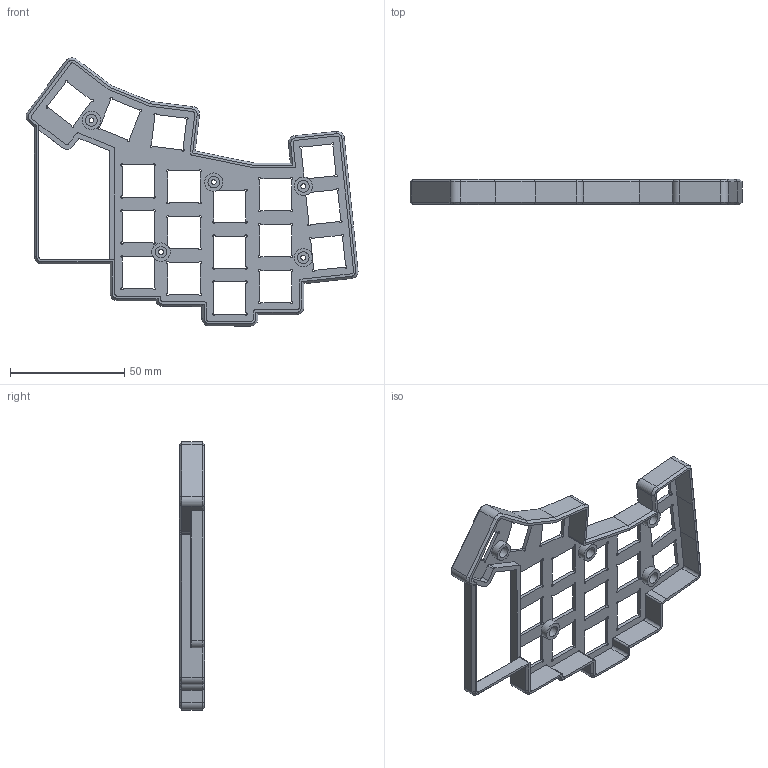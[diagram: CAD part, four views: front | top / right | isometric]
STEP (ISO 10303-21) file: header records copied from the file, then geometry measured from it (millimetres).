
FILE_DESCRIPTION(/* description */ ('','CAx-IF Rec.Pracs.---Representation and Presentation of Product Manufacturing Information (PMI)---4.0---2014-10-13'),/* implementation_level */ '2;1');
FILE_NAME(/* name */ 'void-mx-0.5.9-right.step',/* time_stamp */ '2024-11-24T21:48:46+08:00',/* author */ (''),/* organization */ (''),/* preprocessor_version */ 'ST-DEVELOPER v20',/* originating_system */ 'Autodesk Translation Framework v13.20.0.188',/* authorisation */ '');
FILE_SCHEMA (('AP242_MANAGED_MODEL_BASED_3D_ENGINEERING_MIM_LF { 1 0 10303 442 1 1 4 }'));
Length unit declared in the file: millimetre
Products named in the file (3): void-mx-0.5.9-assembly; Left(Mirror); void-mx-0.5.8-case v11(Mirror)
Assembly tree (2 placements, depth 3):
  void-mx-0.5.9-assembly
    Left(Mirror)
      void-mx-0.5.8-case v11(Mirror)
Bounding box: 145.01 x 11.1 x 117.13 mm (x, y, z)
Volume: 17960.5 mm3; surface area: 23304.6 mm2
Topology: 1 solids, 1 shells, 355 faces, 966 edges, 617 vertices
Faces by surface type: plane 202, cylinder 125, cone 28
Full cylindrical faces by diameter (mm): 2.1 x5, 5.1 x5, 8 x5
Entity records: 11462 total; most frequent: CARTESIAN_POINT 2139, DIRECTION 1941, ORIENTED_EDGE 1932, EDGE_CURVE 966, AXIS2_PLACEMENT_3D 651, LINE 639, VECTOR 639, VERTEX_POINT 617
